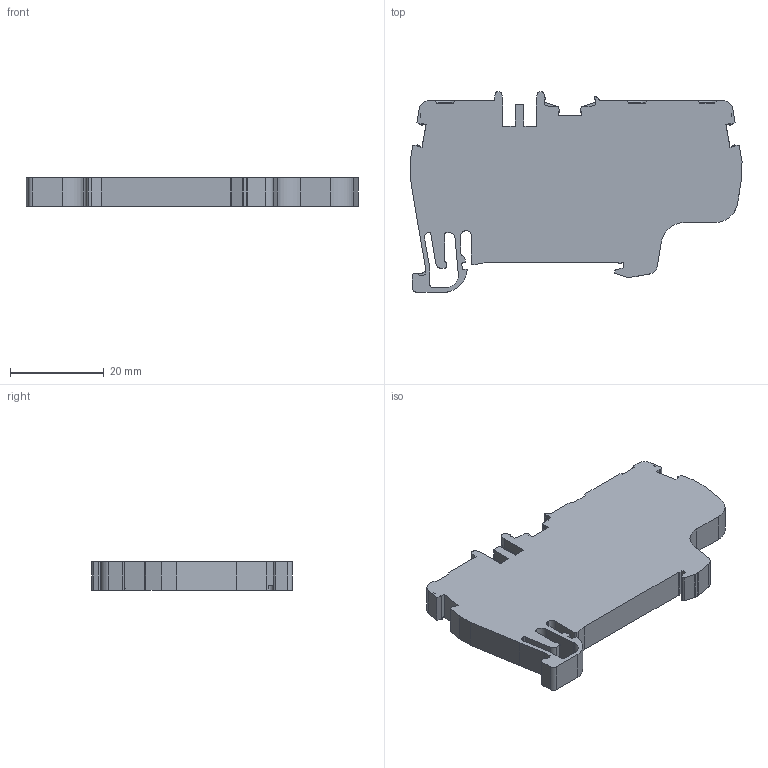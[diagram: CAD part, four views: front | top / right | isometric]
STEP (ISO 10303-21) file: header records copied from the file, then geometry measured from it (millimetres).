
FILE_DESCRIPTION (( 'STEP AP214' ), '1' );
FILE_NAME ('307229_PYK 4 E_Grey.STP', '2013-11-13T10:49:47', ( 'arge' ), ( 'Microsoft' ), 'SwSTEP 2.0', 'SolidWorks 2013', '' );
FILE_SCHEMA (( 'AUTOMOTIVE_DESIGN' ));
Length unit declared in the file: millimetre
Products named in the file (1): 307229_PYK 4 E_Grey
Bounding box: 70.81 x 42.76 x 6 mm (x, y, z)
Volume: 13025.6 mm3; surface area: 6396.5 mm2
Topology: 1 solids, 1 shells, 334 faces, 961 edges, 634 vertices
Faces by surface type: plane 184, cylinder 114, bspline 30, cone 6
Entity records: 11287 total; most frequent: CARTESIAN_POINT 2589, ORIENTED_EDGE 1922, DIRECTION 1694, EDGE_CURVE 961, LINE 644, VECTOR 644, VERTEX_POINT 634, AXIS2_PLACEMENT_3D 525
